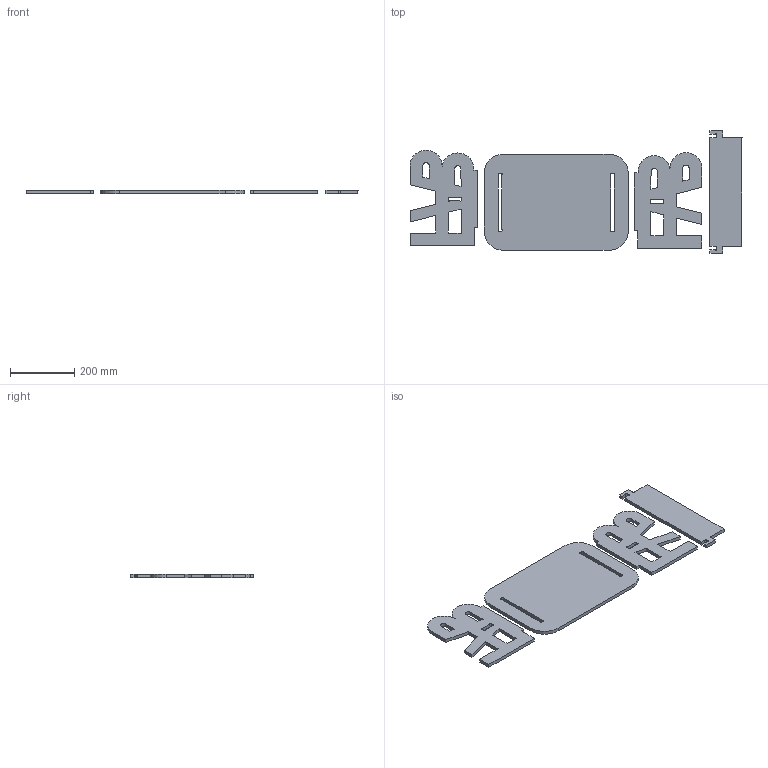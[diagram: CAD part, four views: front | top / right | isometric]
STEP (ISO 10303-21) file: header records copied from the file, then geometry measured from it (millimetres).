
FILE_DESCRIPTION(/* description */ (''),/* implementation_level */ '2;1');
FILE_NAME(/* name */ 'fabstool.step',/* time_stamp */ '2018-03-14T16:14:53+02:00',/* author */ ('Megumi.Iwata'),/* organization */ (''),/* preprocessor_version */ 'ST-DEVELOPER v16.13',/* originating_system */ 'Autodesk Translation Framework v6.5.0.72',/* authorisation */ '');
FILE_SCHEMA (('AUTOMOTIVE_DESIGN { 1 0 10303 214 3 1 1 }'));
Length unit declared in the file: millimetre
Products named in the file (5): fabstool; top; left; left(Mirror); support
Assembly tree (4 placements, depth 2):
  fabstool
    top
    left
    left(Mirror)
    support
Bounding box: 1036.71 x 383.5 x 11 mm (x, y, z)
Volume: 2782115.5 mm3; surface area: 583840.7 mm2
Topology: 4 solids, 4 shells, 128 faces, 360 edges, 240 vertices
Faces by surface type: plane 94, cylinder 34
Entity records: 4301 total; most frequent: CARTESIAN_POINT 737, ORIENTED_EDGE 720, DIRECTION 702, EDGE_CURVE 360, LINE 292, VECTOR 292, VERTEX_POINT 240, AXIS2_PLACEMENT_3D 205
